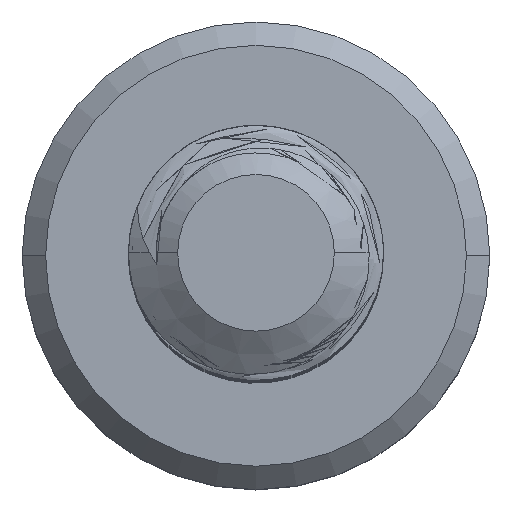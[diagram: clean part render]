
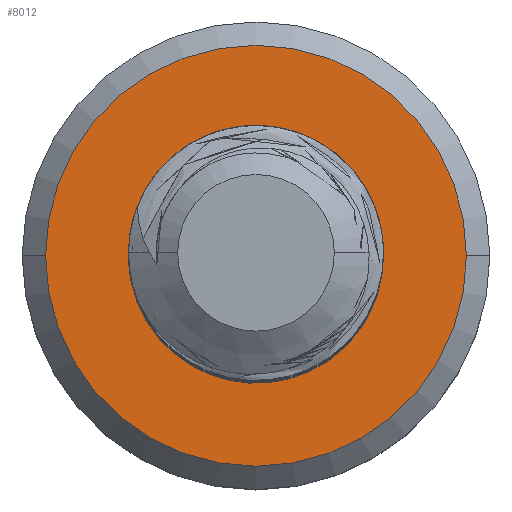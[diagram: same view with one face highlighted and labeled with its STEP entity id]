
A CAD part, top view. The second image highlights one B-rep face of the part: STEP entity #8012.
In plain terms, the highlighted planar face has unit normal (0, 0, 1).
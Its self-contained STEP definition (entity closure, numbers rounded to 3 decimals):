
#52 = CARTESIAN_POINT ( 'NONE',  ( -0.878, -0.941, -20. ) ) ;
#520 = CARTESIAN_POINT ( 'NONE',  ( 1.161, 0.72, -20. ) ) ;
#559 = EDGE_LOOP ( 'NONE', ( #6840, #2340, #1351, #9552 ) ) ;
#576 = EDGE_CURVE ( 'NONE', #7094, #4140, #6648, .T. ) ;
#821 = CARTESIAN_POINT ( 'NONE',  ( -1.155, -0.655, -20. ) ) ;
#975 = AXIS2_PLACEMENT_3D ( 'NONE', #6295, #1582, #7083 ) ;
#1026 = VERTEX_POINT ( 'NONE', #8060 ) ;
#1264 = CARTESIAN_POINT ( 'NONE',  ( 0., 0., -20. ) ) ;
#1279 = CARTESIAN_POINT ( 'NONE',  ( 1.317, 0.073, -20. ) ) ;
#1351 = ORIENTED_EDGE ( 'NONE', *, *, #6227, .T. ) ;
#1408 = EDGE_CURVE ( 'NONE', #7483, #3527, #10044, .T. ) ;
#1463 = CARTESIAN_POINT ( 'NONE',  ( 2.475, 0., -20. ) ) ;
#1540 = DIRECTION ( 'NONE',  ( 0., 0., 1. ) ) ;
#1544 = B_SPLINE_CURVE_WITH_KNOTS ( 'NONE', 3,
 ( #2830, #7484, #9087, #4431, #9859, #5206, #520, #5986, #1279, #6769, #2062, #7555, #2862, #8347 ),
 .UNSPECIFIED., .F., .F.,
 ( 4, 2, 2, 2, 2, 2, 4 ),
 ( 0., 0.001, 0.001, 0.002, 0.002, 0.003, 0.003 ),
 .UNSPECIFIED. ) ;
#1582 = DIRECTION ( 'NONE',  ( 0., 0., 1. ) ) ;
#1586 = CARTESIAN_POINT ( 'NONE',  ( -1.387, -0.178, -20. ) ) ;
#1946 = CARTESIAN_POINT ( 'NONE',  ( 0., 0., -20. ) ) ;
#2051 = DIRECTION ( 'NONE',  ( 1., 0., 0. ) ) ;
#2062 = CARTESIAN_POINT ( 'NONE',  ( 1.161, -0.435, -20. ) ) ;
#2340 = ORIENTED_EDGE ( 'NONE', *, *, #10123, .T. ) ;
#2387 = CARTESIAN_POINT ( 'NONE',  ( -1.362, 0.488, -20. ) ) ;
#2547 = CIRCLE ( 'NONE', #9623, 2.475 ) ;
#2641 = DIRECTION ( 'NONE',  ( -1., 0., 0. ) ) ;
#2754 = DIRECTION ( 'NONE',  ( -1., 0., 0. ) ) ;
#2830 = CARTESIAN_POINT ( 'NONE',  ( 0., 1.5, -20. ) ) ;
#2862 = CARTESIAN_POINT ( 'NONE',  ( 0.93, -0.757, -20. ) ) ;
#3149 = CARTESIAN_POINT ( 'NONE',  ( 0., -1.175, -20. ) ) ;
#3176 = CARTESIAN_POINT ( 'NONE',  ( -1.209, 0.856, -20. ) ) ;
#3404 = AXIS2_PLACEMENT_3D ( 'NONE', #1264, #6757, #2051 ) ;
#3527 = VERTEX_POINT ( 'NONE', #1463 ) ;
#3817 = AXIS2_PLACEMENT_3D ( 'NONE', #6504, #7329, #2641 ) ;
#3940 = CARTESIAN_POINT ( 'NONE',  ( -0.265, -1.182, -20. ) ) ;
#3974 = CARTESIAN_POINT ( 'NONE',  ( -1.051, 1.07, -20. ) ) ;
#4129 = EDGE_CURVE ( 'NONE', #3527, #7483, #2547, .T. ) ;
#4140 = VERTEX_POINT ( 'NONE', #5097 ) ;
#4404 = FACE_OUTER_BOUND ( 'NONE', #4706, .T. ) ;
#4431 = CARTESIAN_POINT ( 'NONE',  ( 0.84, 1.143, -20. ) ) ;
#4706 = EDGE_LOOP ( 'NONE', ( #9334, #5622 ) ) ;
#4754 = CARTESIAN_POINT ( 'NONE',  ( -0.649, -1.077, -20. ) ) ;
#4910 = CIRCLE ( 'NONE', #3404, 1.175 ) ;
#5045 = CARTESIAN_POINT ( 'NONE',  ( 0., 1.5, -20. ) ) ;
#5097 = CARTESIAN_POINT ( 'NONE',  ( -1.051, 1.07, -20. ) ) ;
#5206 = CARTESIAN_POINT ( 'NONE',  ( 1.095, 0.838, -20. ) ) ;
#5521 = CARTESIAN_POINT ( 'NONE',  ( -0.98, -0.856, -20. ) ) ;
#5622 = ORIENTED_EDGE ( 'NONE', *, *, #4129, .T. ) ;
#5986 = CARTESIAN_POINT ( 'NONE',  ( 1.301, 0.351, -20. ) ) ;
#6227 = EDGE_CURVE ( 'NONE', #9011, #1026, #4910, .T. ) ;
#6254 = CARTESIAN_POINT ( 'NONE',  ( 0., 0., -20. ) ) ;
#6295 = CARTESIAN_POINT ( 'NONE',  ( 0., 0., -20. ) ) ;
#6300 = CARTESIAN_POINT ( 'NONE',  ( -1.226, -0.541, -20. ) ) ;
#6390 = B_SPLINE_CURVE_WITH_KNOTS ( 'NONE', 3,
 ( #3149, #8614, #3940, #9389, #4754, #52, #5521, #821, #6300, #1586, #7087, #2387, #7862, #3176, #8642, #3974 ),
 .UNSPECIFIED., .F., .F.,
 ( 4, 2, 2, 2, 2, 2, 2, 4 ),
 ( 0., 0., 0.001, 0.001, 0.002, 0.002, 0.003, 0.003 ),
 .UNSPECIFIED. ) ;
#6504 = CARTESIAN_POINT ( 'NONE',  ( 0., 0., -20. ) ) ;
#6648 = CIRCLE ( 'NONE', #7202, 1.5 ) ;
#6757 = DIRECTION ( 'NONE',  ( 0., 0., -1. ) ) ;
#6769 = CARTESIAN_POINT ( 'NONE',  ( 1.215, -0.312, -20. ) ) ;
#6840 = ORIENTED_EDGE ( 'NONE', *, *, #576, .F. ) ;
#7037 = DIRECTION ( 'NONE',  ( 1., 0., 0. ) ) ;
#7083 = DIRECTION ( 'NONE',  ( -1., 0., 0. ) ) ;
#7087 = CARTESIAN_POINT ( 'NONE',  ( -1.423, 0.097, -20. ) ) ;
#7094 = VERTEX_POINT ( 'NONE', #5045 ) ;
#7202 = AXIS2_PLACEMENT_3D ( 'NONE', #6254, #1540, #7037 ) ;
#7296 = PLANE ( 'NONE',  #3817 ) ;
#7329 = DIRECTION ( 'NONE',  ( 0., 0., -1. ) ) ;
#7438 = DIRECTION ( 'NONE',  ( 0., 0., 1. ) ) ;
#7483 = VERTEX_POINT ( 'NONE', #9508 ) ;
#7484 = CARTESIAN_POINT ( 'NONE',  ( 0.266, 1.478, -20. ) ) ;
#7555 = CARTESIAN_POINT ( 'NONE',  ( 1.017, -0.659, -20. ) ) ;
#7862 = CARTESIAN_POINT ( 'NONE',  ( -1.322, 0.617, -20. ) ) ;
#8012 = ADVANCED_FACE ( 'NONE', ( #4404, #8543 ), #7296, .F. ) ;
#8060 = CARTESIAN_POINT ( 'NONE',  ( 0., -1.175, -20. ) ) ;
#8347 = CARTESIAN_POINT ( 'NONE',  ( 0.823, -0.839, -20. ) ) ;
#8543 = FACE_BOUND ( 'NONE', #559, .T. ) ;
#8614 = CARTESIAN_POINT ( 'NONE',  ( -0.133, -1.189, -20. ) ) ;
#8642 = CARTESIAN_POINT ( 'NONE',  ( -1.137, 0.968, -20. ) ) ;
#9011 = VERTEX_POINT ( 'NONE', #9066 ) ;
#9066 = CARTESIAN_POINT ( 'NONE',  ( 0.823, -0.839, -20. ) ) ;
#9087 = CARTESIAN_POINT ( 'NONE',  ( 0.522, 1.38, -20. ) ) ;
#9332 = EDGE_CURVE ( 'NONE', #1026, #4140, #6390, .T. ) ;
#9334 = ORIENTED_EDGE ( 'NONE', *, *, #1408, .T. ) ;
#9389 = CARTESIAN_POINT ( 'NONE',  ( -0.526, -1.125, -20. ) ) ;
#9508 = CARTESIAN_POINT ( 'NONE',  ( -2.475, 0., -20. ) ) ;
#9552 = ORIENTED_EDGE ( 'NONE', *, *, #9332, .T. ) ;
#9623 = AXIS2_PLACEMENT_3D ( 'NONE', #1946, #7438, #2754 ) ;
#9859 = CARTESIAN_POINT ( 'NONE',  ( 0.935, 1.048, -20. ) ) ;
#10044 = CIRCLE ( 'NONE', #975, 2.475 ) ;
#10123 = EDGE_CURVE ( 'NONE', #7094, #9011, #1544, .T. ) ;
